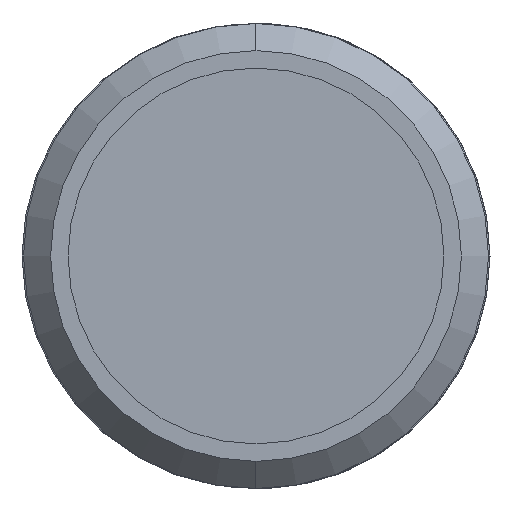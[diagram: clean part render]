
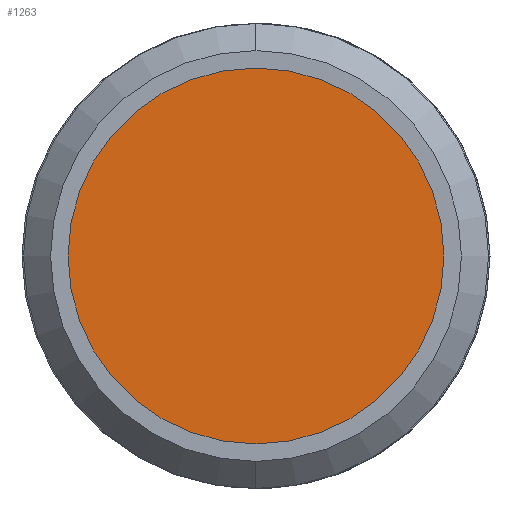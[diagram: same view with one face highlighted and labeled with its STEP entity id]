
A CAD part, front view. The second image highlights one B-rep face of the part: STEP entity #1263.
In plain terms, the highlighted planar face has unit normal (0, -1, 0).
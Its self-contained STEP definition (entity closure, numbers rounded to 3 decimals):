
#1263=ADVANCED_FACE('',(#2477),#2478,.T.);
#1269=EDGE_CURVE('',#2483,#2487,#2488,.T.);
#1273=EDGE_CURVE('',#2483,#2487,#2493,.T.);
#2477=FACE_OUTER_BOUND('',#3731,.T.);
#2478=PLANE('',#3732);
#2483=VERTEX_POINT('',#3738);
#2487=VERTEX_POINT('',#3744);
#2488=CIRCLE('',#3745,4.85);
#2493=CIRCLE('',#3753,4.85);
#3731=EDGE_LOOP('',(#6602,#6603));
#3732=AXIS2_PLACEMENT_3D('',#6604,#6605,#6606);
#3738=CARTESIAN_POINT('',(4.85,-0.01,0.0));
#3744=CARTESIAN_POINT('',(-4.85,-0.01,0.0));
#3745=AXIS2_PLACEMENT_3D('',#6616,#6617,#6618);
#3753=AXIS2_PLACEMENT_3D('',#6620,#6621,#6622);
#6602=ORIENTED_EDGE('',*,*,#1269,.F.);
#6603=ORIENTED_EDGE('',*,*,#1273,.T.);
#6604=CARTESIAN_POINT('',(0.0,-0.01,0.0));
#6605=DIRECTION('',(0.0,-1.0,0.0));
#6606=DIRECTION('',(1.0,0.0,0.0));
#6616=CARTESIAN_POINT('',(0.0,-0.01,0.0));
#6617=DIRECTION('',(-0.0,1.0,0.0));
#6618=DIRECTION('',(1.0,0.0,0.0));
#6620=CARTESIAN_POINT('',(0.0,-0.01,0.0));
#6621=DIRECTION('',(0.0,-1.0,0.0));
#6622=DIRECTION('',(1.0,0.0,0.0));
